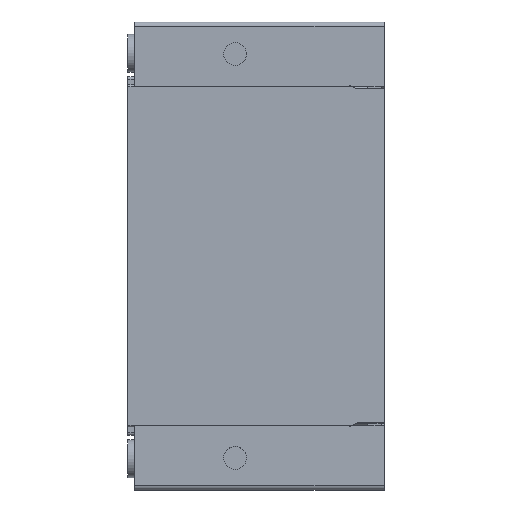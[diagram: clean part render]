
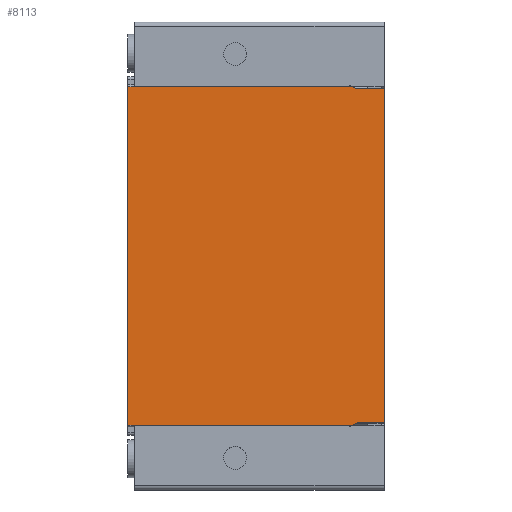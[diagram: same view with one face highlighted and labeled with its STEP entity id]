
A CAD part, top view. The second image highlights one B-rep face of the part: STEP entity #8113.
In plain terms, the highlighted planar face has unit normal (0, 0, 1).
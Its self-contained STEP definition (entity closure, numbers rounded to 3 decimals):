
#271=DIRECTION('',(-1.,0.,0.));
#272=VECTOR('',#271,24.861);
#273=CARTESIAN_POINT('',(10.986,1.15,7.142));
#274=LINE('',#273,#272);
#275=DIRECTION('',(1.,0.,-0.002));
#276=VECTOR('',#275,0.75);
#277=CARTESIAN_POINT('',(-14.625,1.15,7.143));
#278=LINE('',#277,#276);
#279=DIRECTION('',(0.,1.,0.));
#280=VECTOR('',#279,38.6);
#281=CARTESIAN_POINT('',(-14.625,1.15,7.143));
#282=LINE('',#281,#280);
#283=DIRECTION('',(-1.,0.,0.002));
#284=VECTOR('',#283,0.75);
#285=CARTESIAN_POINT('',(-13.875,39.75,7.141));
#286=LINE('',#285,#284);
#287=DIRECTION('',(-1.,0.,0.));
#288=VECTOR('',#287,24.861);
#289=CARTESIAN_POINT('',(10.986,39.75,7.142));
#290=LINE('',#289,#288);
#291=DIRECTION('',(-0.907,0.421,-0.006));
#292=VECTOR('',#291,0.594);
#293=CARTESIAN_POINT('',(11.525,39.5,7.145));
#294=LINE('',#293,#292);
#295=DIRECTION('',(-1.,0.,0.));
#296=VECTOR('',#295,3.1);
#297=CARTESIAN_POINT('',(14.625,39.5,7.145));
#298=LINE('',#297,#296);
#299=DIRECTION('',(-1.,0.,0.));
#300=VECTOR('',#299,3.1);
#301=CARTESIAN_POINT('',(14.625,1.4,7.145));
#302=LINE('',#301,#300);
#303=DIRECTION('',(-0.907,-0.421,-0.006));
#304=VECTOR('',#303,0.594);
#305=CARTESIAN_POINT('',(11.525,1.4,7.145));
#306=LINE('',#305,#304);
#1134=DIRECTION('',(0.,1.,0.));
#1135=VECTOR('',#1134,38.1);
#1136=CARTESIAN_POINT('',(14.625,1.4,7.145));
#1137=LINE('',#1136,#1135);
#6519=CARTESIAN_POINT('',(14.625,1.4,7.145));
#6520=CARTESIAN_POINT('',(11.525,1.4,7.145));
#6521=VERTEX_POINT('',#6519);
#6522=VERTEX_POINT('',#6520);
#6555=CARTESIAN_POINT('',(-14.625,1.15,7.14));
#6556=VERTEX_POINT('',#6555);
#6585=CARTESIAN_POINT('',(-14.625,39.75,7.14));
#6586=VERTEX_POINT('',#6585);
#6756=CARTESIAN_POINT('',(14.625,39.5,7.145));
#6757=CARTESIAN_POINT('',(11.525,39.5,7.145));
#6758=VERTEX_POINT('',#6756);
#6759=VERTEX_POINT('',#6757);
#7234=CARTESIAN_POINT('',(10.986,39.75,7.142));
#7235=CARTESIAN_POINT('',(-13.875,39.75,7.141));
#7236=VERTEX_POINT('',#7234);
#7237=VERTEX_POINT('',#7235);
#7404=CARTESIAN_POINT('',(-13.875,1.15,7.141));
#7405=VERTEX_POINT('',#7404);
#7410=CARTESIAN_POINT('',(10.986,1.15,7.142));
#7411=VERTEX_POINT('',#7410);
#8088=CARTESIAN_POINT('',(-14.625,0.,7.145));
#8089=DIRECTION('',(0.,0.,1.));
#8090=DIRECTION('',(1.,0.,0.));
#8091=AXIS2_PLACEMENT_3D('',#8088,#8089,#8090);
#8092=PLANE('',#8091);
#8094=ORIENTED_EDGE('',*,*,#8093,.T.);
#8096=ORIENTED_EDGE('',*,*,#8095,.F.);
#8097=ORIENTED_EDGE('',*,*,#7898,.T.);
#8098=ORIENTED_EDGE('',*,*,#8081,.F.);
#8100=ORIENTED_EDGE('',*,*,#8099,.F.);
#8102=ORIENTED_EDGE('',*,*,#8101,.F.);
#8104=ORIENTED_EDGE('',*,*,#8103,.F.);
#8106=ORIENTED_EDGE('',*,*,#8105,.F.);
#8108=ORIENTED_EDGE('',*,*,#8107,.T.);
#8110=ORIENTED_EDGE('',*,*,#8109,.T.);
#8111=EDGE_LOOP('',(#8094,#8096,#8097,#8098,#8100,#8102,#8104,#8106,#8108,
#8110));
#8112=FACE_OUTER_BOUND('',#8111,.F.);
#8113=ADVANCED_FACE('',(#8112),#8092,.T.);
#7898=EDGE_CURVE('',#6556,#6586,#282,.T.);
#8081=EDGE_CURVE('',#7237,#6586,#286,.T.);
#8093=EDGE_CURVE('',#7411,#7405,#274,.T.);
#8095=EDGE_CURVE('',#6556,#7405,#278,.T.);
#8099=EDGE_CURVE('',#7236,#7237,#290,.T.);
#8101=EDGE_CURVE('',#6759,#7236,#294,.T.);
#8103=EDGE_CURVE('',#6758,#6759,#298,.T.);
#8105=EDGE_CURVE('',#6521,#6758,#1137,.T.);
#8107=EDGE_CURVE('',#6521,#6522,#302,.T.);
#8109=EDGE_CURVE('',#6522,#7411,#306,.T.);
